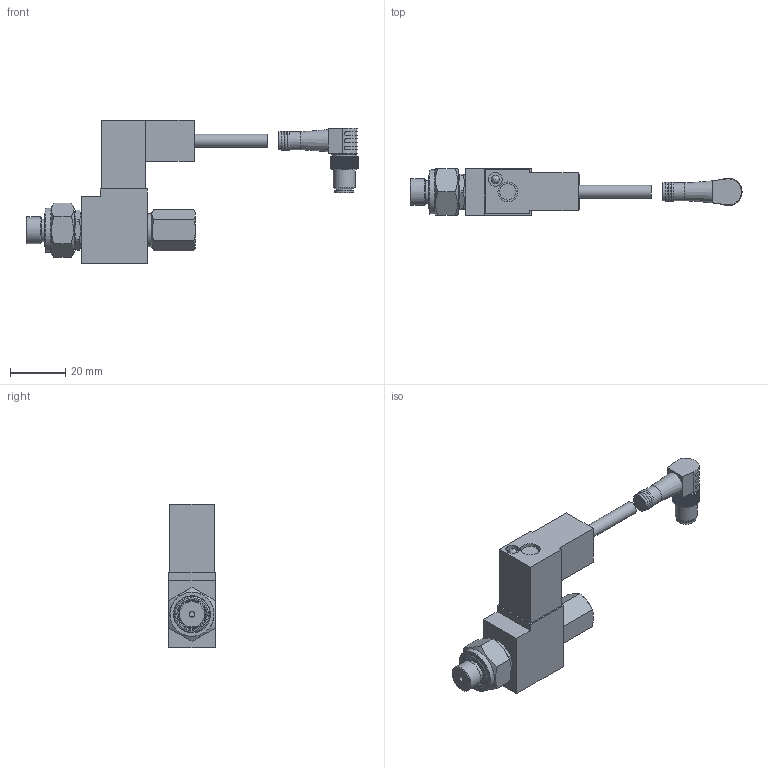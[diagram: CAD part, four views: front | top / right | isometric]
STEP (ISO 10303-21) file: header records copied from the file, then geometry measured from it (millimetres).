
FILE_DESCRIPTION((''),'2;1');
FILE_NAME('PM902080.stp','2011-01-28T10:54:48',('MARXMANKEL'),(''),'Autodesk Inventor 2009','Autodesk Inventor 2009','');
FILE_SCHEMA(('AUTOMOTIVE_DESIGN { 1 0 10303 214 1 1 1 1 }'));
Length unit declared in the file: millimetre
Products named in the file (1): PM902080
Bounding box: 120.5 x 17 x 52.2 mm (x, y, z)
Volume: 28838.8 mm3; surface area: 10538.5 mm2
Topology: 5 solids, 5 shells, 398 faces, 1071 edges, 707 vertices
Faces by surface type: plane 247, cylinder 114, cone 22, torus 8, bspline 4, sphere 3
Full cylindrical faces by diameter (mm): 0.8 x3, 3 x1, 4.5 x1, 4.7 x1, 5 x1, 5.5 x1, 6 x2, 6.5 x4, 7 x1, 7.2 x1, 8 x2, 8.2 x1, 9 x2, 9.73 x1, 10.1 x1, 12 x1, 13 x1, 16 x1
Entity records: 12844 total; most frequent: CARTESIAN_POINT 2607, ORIENTED_EDGE 2014, DIRECTION 1990, EDGE_CURVE 1007, VERTEX_POINT 695, VECTOR 670, LINE 670, AXIS2_PLACEMENT_3D 660
